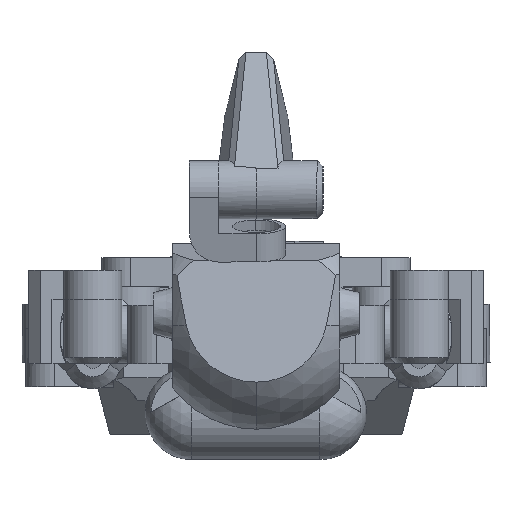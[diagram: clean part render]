
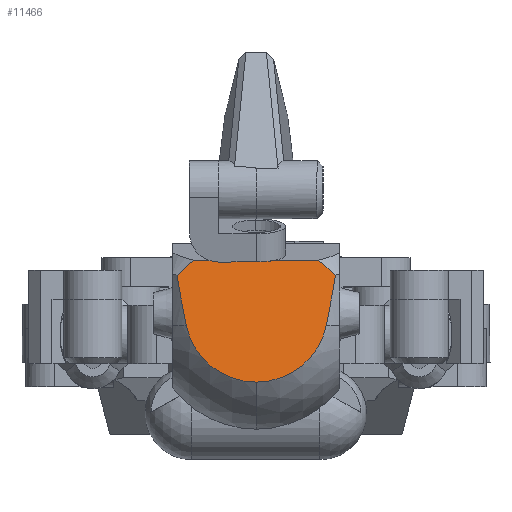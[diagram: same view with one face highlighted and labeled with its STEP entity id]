
A CAD part, top view. The second image highlights one B-rep face of the part: STEP entity #11466.
In plain terms, the highlighted planar face has unit normal (0, 0.174, 0.985).
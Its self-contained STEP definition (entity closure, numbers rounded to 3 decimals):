
#86=B_SPLINE_CURVE_WITH_KNOTS('',3,(#17336,#17337,#17338,#17339,#17340,
#17341,#17342,#17343,#17344,#17345),.UNSPECIFIED.,.F.,.F.,(4,3,3,4),(-0.223,
-0.158,-0.082,-0.038),
 .UNSPECIFIED.);
#87=B_SPLINE_CURVE_WITH_KNOTS('',3,(#17349,#17350,#17351,#17352,#17353,
#17354,#17355,#17356,#17357,#17358),.UNSPECIFIED.,.F.,.F.,(4,3,3,4),(-2.302,
-2.209,-2.108,-2.049),.UNSPECIFIED.);
#183=ELLIPSE('',#12312,52.981,9.2);
#184=ELLIPSE('',#12314,52.981,9.2);
#580=PLANE('',#12313);
#1188=FACE_OUTER_BOUND('',#1863,.T.);
#1863=EDGE_LOOP('',(#8327,#8328,#8329,#8330,#8331,#8332,#8333));
#2668=LINE('',#17010,#3704);
#3704=VECTOR('',#13603,10.);
#4717=CIRCLE('',#12309,6.146);
#4719=CIRCLE('',#12315,6.146);
#5171=VERTEX_POINT('',#17008);
#5172=VERTEX_POINT('',#17009);
#5240=VERTEX_POINT('',#17322);
#5241=VERTEX_POINT('',#17324);
#5242=VERTEX_POINT('',#17328);
#5243=VERTEX_POINT('',#17335);
#5244=VERTEX_POINT('',#17346);
#6333=EDGE_CURVE('',#5171,#5172,#2668,.T.);
#6428=EDGE_CURVE('',#5241,#5240,#4717,.F.);
#6430=EDGE_CURVE('',#5240,#5242,#183,.F.);
#6432=EDGE_CURVE('',#5243,#5172,#86,.F.);
#6433=EDGE_CURVE('',#5244,#5243,#184,.T.);
#6434=EDGE_CURVE('',#5241,#5244,#4719,.T.);
#6435=EDGE_CURVE('',#5242,#5171,#87,.T.);
#8327=ORIENTED_EDGE('',*,*,#6333,.T.);
#8328=ORIENTED_EDGE('',*,*,#6432,.F.);
#8329=ORIENTED_EDGE('',*,*,#6433,.F.);
#8330=ORIENTED_EDGE('',*,*,#6434,.F.);
#8331=ORIENTED_EDGE('',*,*,#6428,.T.);
#8332=ORIENTED_EDGE('',*,*,#6430,.T.);
#8333=ORIENTED_EDGE('',*,*,#6435,.T.);
#11466=ADVANCED_FACE('',(#1188),#580,.F.);
#12309=AXIS2_PLACEMENT_3D('',#17325,#13760,#13761);
#12312=AXIS2_PLACEMENT_3D('',#17329,#13766,#13767);
#12313=AXIS2_PLACEMENT_3D('',#17334,#13768,#13769);
#12314=AXIS2_PLACEMENT_3D('',#17347,#13770,#13771);
#12315=AXIS2_PLACEMENT_3D('',#17348,#13772,#13773);
#13603=DIRECTION('',(-1.,0.,0.));
#13760=DIRECTION('center_axis',(0.,-0.174,
-0.985));
#13761=DIRECTION('ref_axis',(0.,-0.985,0.174));
#13766=DIRECTION('center_axis',(0.,-0.174,
-0.985));
#13767=DIRECTION('ref_axis',(0.,-0.985,0.174));
#13768=DIRECTION('center_axis',(0.,-0.174,
-0.985));
#13769=DIRECTION('ref_axis',(-1.,0.,0.));
#13770=DIRECTION('center_axis',(0.,-0.174,
-0.985));
#13771=DIRECTION('ref_axis',(0.,-0.985,0.174));
#13772=DIRECTION('center_axis',(0.,-0.174,
-0.985));
#13773=DIRECTION('ref_axis',(0.,-0.985,0.174));
#17008=CARTESIAN_POINT('',(5.348,3.708,35.79));
#17009=CARTESIAN_POINT('',(-5.348,3.708,35.79));
#17010=CARTESIAN_POINT('',(0.018,3.708,35.79));
#17322=CARTESIAN_POINT('',(6.008,-1.894,36.778));
#17324=CARTESIAN_POINT('',(0.,-6.757,37.636));
#17325=CARTESIAN_POINT('Origin',(-0.018,-0.705,
36.568));
#17328=CARTESIAN_POINT('',(6.788,2.425,36.017));
#17329=CARTESIAN_POINT('Origin',(-0.018,37.533,29.826));
#17334=CARTESIAN_POINT('Origin',(0.018,-6.075,37.515));
#17335=CARTESIAN_POINT('',(-6.788,2.425,36.017));
#17336=CARTESIAN_POINT('Ctrl Pts',(-5.348,3.708,35.79));
#17337=CARTESIAN_POINT('Ctrl Pts',(-5.52,3.561,35.816));
#17338=CARTESIAN_POINT('Ctrl Pts',(-5.692,3.411,35.843));
#17339=CARTESIAN_POINT('Ctrl Pts',(-5.863,3.26,35.869));
#17340=CARTESIAN_POINT('Ctrl Pts',(-6.062,3.084,35.9));
#17341=CARTESIAN_POINT('Ctrl Pts',(-6.26,2.907,35.932));
#17342=CARTESIAN_POINT('Ctrl Pts',(-6.454,2.73,35.963));
#17343=CARTESIAN_POINT('Ctrl Pts',(-6.567,2.628,35.981));
#17344=CARTESIAN_POINT('Ctrl Pts',(-6.678,2.526,35.999));
#17345=CARTESIAN_POINT('Ctrl Pts',(-6.788,2.425,36.017));
#17346=CARTESIAN_POINT('',(-6.008,-1.894,36.778));
#17347=CARTESIAN_POINT('Origin',(0.018,37.533,29.826));
#17348=CARTESIAN_POINT('Origin',(0.018,-0.705,36.568));
#17349=CARTESIAN_POINT('Ctrl Pts',(6.788,2.425,36.017));
#17350=CARTESIAN_POINT('Ctrl Pts',(6.619,2.58,35.989));
#17351=CARTESIAN_POINT('Ctrl Pts',(6.446,2.738,35.961));
#17352=CARTESIAN_POINT('Ctrl Pts',(6.271,2.896,35.933));
#17353=CARTESIAN_POINT('Ctrl Pts',(6.079,3.069,35.903));
#17354=CARTESIAN_POINT('Ctrl Pts',(5.885,3.242,35.873));
#17355=CARTESIAN_POINT('Ctrl Pts',(5.69,3.412,35.842));
#17356=CARTESIAN_POINT('Ctrl Pts',(5.576,3.512,35.825));
#17357=CARTESIAN_POINT('Ctrl Pts',(5.462,3.61,35.807));
#17358=CARTESIAN_POINT('Ctrl Pts',(5.348,3.708,35.79));
